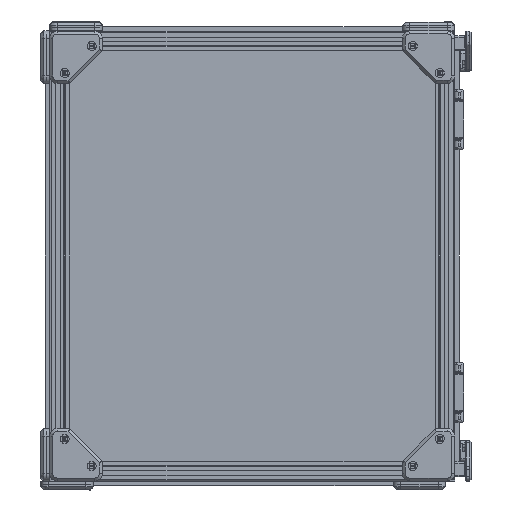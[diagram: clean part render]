
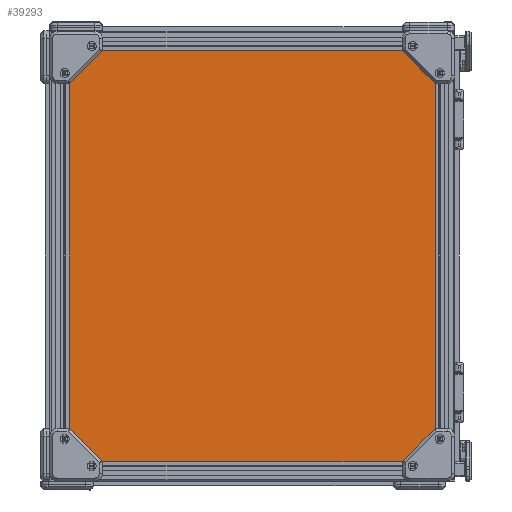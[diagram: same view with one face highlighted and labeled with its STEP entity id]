
A CAD part, left-side view. The second image highlights one B-rep face of the part: STEP entity #39293.
In plain terms, the highlighted planar face has unit normal (-1, 0, 0).
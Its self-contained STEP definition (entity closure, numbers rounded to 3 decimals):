
#4826=FACE_OUTER_BOUND('',#7047,.T.);
#7047=EDGE_LOOP('',(#32127,#32128,#32129,#32130));
#10842=LINE('',#62090,#15009);
#10846=LINE('',#62098,#15013);
#10849=LINE('',#62104,#15016);
#10852=LINE('',#62109,#15019);
#15009=VECTOR('',#50140,10.);
#15013=VECTOR('',#50146,10.);
#15016=VECTOR('',#50151,10.);
#15019=VECTOR('',#50156,10.);
#18540=VERTEX_POINT('',#62088);
#18541=VERTEX_POINT('',#62089);
#18544=VERTEX_POINT('',#62097);
#18546=VERTEX_POINT('',#62103);
#23237=EDGE_CURVE('',#18540,#18541,#10842,.T.);
#23241=EDGE_CURVE('',#18544,#18540,#10846,.T.);
#23244=EDGE_CURVE('',#18546,#18544,#10849,.T.);
#23247=EDGE_CURVE('',#18541,#18546,#10852,.T.);
#32127=ORIENTED_EDGE('',*,*,#23247,.F.);
#32128=ORIENTED_EDGE('',*,*,#23237,.F.);
#32129=ORIENTED_EDGE('',*,*,#23241,.F.);
#32130=ORIENTED_EDGE('',*,*,#23244,.F.);
#37738=PLANE('',#42027);
#39293=ADVANCED_FACE('',(#4826),#37738,.F.);
#42027=AXIS2_PLACEMENT_3D('',#62112,#50160,#50161);
#50140=DIRECTION('',(0.,-1.,0.));
#50146=DIRECTION('',(0.,0.,1.));
#50151=DIRECTION('',(0.,1.,0.));
#50156=DIRECTION('',(0.,0.,-1.));
#50160=DIRECTION('center_axis',(1.,0.,0.));
#50161=DIRECTION('ref_axis',(0.,1.,0.));
#62088=CARTESIAN_POINT('',(0.,320.45,285.896));
#62089=CARTESIAN_POINT('',(0.,46.45,285.896));
#62090=CARTESIAN_POINT('',(0.,320.45,285.896));
#62097=CARTESIAN_POINT('',(0.,320.45,41.896));
#62098=CARTESIAN_POINT('',(0.,320.45,41.896));
#62103=CARTESIAN_POINT('',(0.,46.45,41.896));
#62104=CARTESIAN_POINT('',(0.,46.45,41.896));
#62109=CARTESIAN_POINT('',(0.,46.45,285.896));
#62112=CARTESIAN_POINT('Origin',(0.,183.45,163.896));
